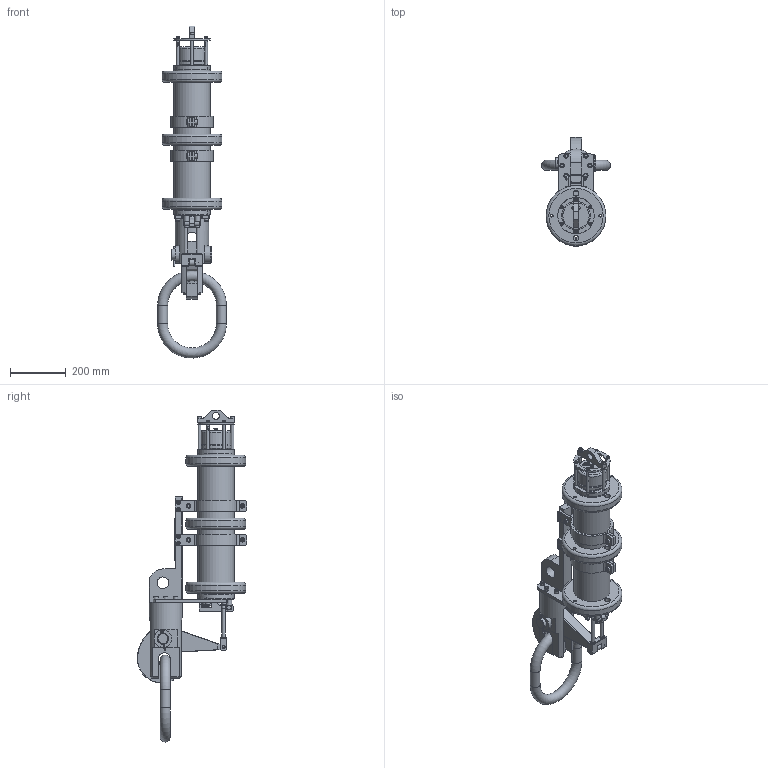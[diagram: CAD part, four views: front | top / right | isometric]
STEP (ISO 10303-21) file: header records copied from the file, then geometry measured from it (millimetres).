
FILE_DESCRIPTION (( 'STEP AP214' ), '1' );
FILE_NAME ('PAA01264-A.STEP', '2021-10-28T15:11:12', ( '' ), ( '' ), 'SwSTEP 2.0', 'SolidWorks 2018', '' );
FILE_SCHEMA (( 'AUTOMOTIVE_DESIGN' ));
Length unit declared in the file: millimetre
Products named in the file (2): PAA01264-A
Bounding box: 247 x 391.71 x 1190.67 mm (x, y, z)
Volume: 15667636.9 mm3; surface area: 1333272.8 mm2
Topology: 12 solids, 77 shells, 2079 faces, 5164 edges, 3398 vertices
Faces by surface type: plane 1205, bspline 363, cylinder 324, cone 132, torus 51, sphere 4
Full cylindrical faces by diameter (mm): 2 x2, 3 x8, 3.4 x4, 4.2 x2, 4.8 x1, 4.9 x5, 5 x1, 5.5 x2, 6 x6, 6.1 x1, 6.2 x2, 6.5 x4, 7 x3, 7.3 x1, 8 x9, 8.16 x1, 8.2 x4, 8.4 x20, 8.5 x12, 9.5 x4, 10 x27, 10.2 x8, 10.3 x10, 10.5 x8, 11 x4, 11.5 x1, 12 x7, 12.1 x1, 12.7 x6, 13 x7
Entity records: 98553 total; most frequent: CARTESIAN_POINT 31316, ORIENTED_EDGE 8994, DIRECTION 7903, EDGE_CURVE 4497, VERTEX_POINT 3142, EDGE_LOOP 2811, VECTOR 2731, LINE 2731
